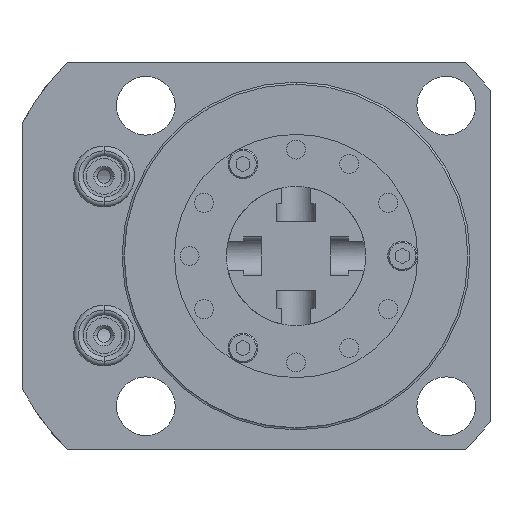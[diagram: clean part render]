
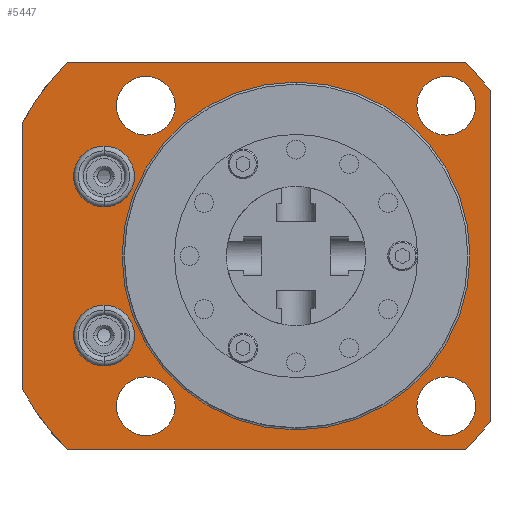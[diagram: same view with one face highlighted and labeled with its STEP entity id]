
A CAD part, front view. The second image highlights one B-rep face of the part: STEP entity #5447.
In plain terms, the highlighted planar face has unit normal (0, -1, 0).
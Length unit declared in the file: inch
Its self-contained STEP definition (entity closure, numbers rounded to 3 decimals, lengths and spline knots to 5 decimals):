
#1055=CARTESIAN_POINT('',(0.,3.127,0.));
#1056=DIRECTION('',(0.,-1.,0.));
#1057=DIRECTION('',(0.,0.,1.));
#1058=AXIS2_PLACEMENT_3D('',#1055,#1056,#1057);
#1079=CARTESIAN_POINT('',(-0.213,3.127,0.));
#1080=DIRECTION('',(0.,-1.,0.));
#1081=DIRECTION('',(-0.879,0.,-0.477));
#1082=AXIS2_PLACEMENT_3D('',#1079,#1080,#1081);
#1087=CARTESIAN_POINT('',(-0.213,3.127,0.));
#1088=DIRECTION('',(0.,-1.,0.));
#1089=DIRECTION('',(-0.717,0.,0.698));
#1090=AXIS2_PLACEMENT_3D('',#1087,#1088,#1089);
#1095=CARTESIAN_POINT('',(-0.213,3.127,0.));
#1096=DIRECTION('',(0.,-1.,0.));
#1097=DIRECTION('',(0.804,0.,0.595));
#1098=AXIS2_PLACEMENT_3D('',#1095,#1096,#1097);
#1103=CARTESIAN_POINT('',(-0.213,3.127,0.));
#1104=DIRECTION('',(0.,-1.,0.));
#1105=DIRECTION('',(0.717,0.,-0.698));
#1106=AXIS2_PLACEMENT_3D('',#1103,#1104,#1105);
#1111=CARTESIAN_POINT('',(1.08,3.127,-1.08));
#1112=DIRECTION('',(0.,-1.,0.));
#1113=DIRECTION('',(1.,0.,0.));
#1114=AXIS2_PLACEMENT_3D('',#1111,#1112,#1113);
#1119=CARTESIAN_POINT('',(1.08,3.127,-1.08));
#1120=DIRECTION('',(0.,-1.,0.));
#1121=DIRECTION('',(-1.,0.,0.));
#1122=AXIS2_PLACEMENT_3D('',#1119,#1120,#1121);
#1127=CARTESIAN_POINT('',(1.08,3.127,1.08));
#1128=DIRECTION('',(0.,-1.,0.));
#1129=DIRECTION('',(1.,0.,0.));
#1130=AXIS2_PLACEMENT_3D('',#1127,#1128,#1129);
#1135=CARTESIAN_POINT('',(1.08,3.127,1.08));
#1136=DIRECTION('',(0.,-1.,0.));
#1137=DIRECTION('',(-1.,0.,0.));
#1138=AXIS2_PLACEMENT_3D('',#1135,#1136,#1137);
#1143=CARTESIAN_POINT('',(-1.08,3.127,-1.08));
#1144=DIRECTION('',(0.,-1.,0.));
#1145=DIRECTION('',(1.,0.,0.));
#1146=AXIS2_PLACEMENT_3D('',#1143,#1144,#1145);
#1151=CARTESIAN_POINT('',(-1.08,3.127,-1.08));
#1152=DIRECTION('',(0.,-1.,0.));
#1153=DIRECTION('',(-1.,0.,0.));
#1154=AXIS2_PLACEMENT_3D('',#1151,#1152,#1153);
#1159=CARTESIAN_POINT('',(-1.08,3.127,1.08));
#1160=DIRECTION('',(0.,-1.,0.));
#1161=DIRECTION('',(1.,0.,0.));
#1162=AXIS2_PLACEMENT_3D('',#1159,#1160,#1161);
#1167=CARTESIAN_POINT('',(-1.08,3.127,1.08));
#1168=DIRECTION('',(0.,-1.,0.));
#1169=DIRECTION('',(-1.,0.,0.));
#1170=AXIS2_PLACEMENT_3D('',#1167,#1168,#1169);
#1175=CARTESIAN_POINT('',(-1.381,3.127,-0.572));
#1176=DIRECTION('',(0.,1.,0.));
#1177=DIRECTION('',(-1.,0.,0.));
#1178=AXIS2_PLACEMENT_3D('',#1175,#1176,#1177);
#1183=CARTESIAN_POINT('',(-1.381,3.127,-0.572));
#1184=DIRECTION('',(0.,1.,0.));
#1185=DIRECTION('',(1.,0.,0.));
#1186=AXIS2_PLACEMENT_3D('',#1183,#1184,#1185);
#1191=CARTESIAN_POINT('',(-1.381,3.127,0.572));
#1192=DIRECTION('',(0.,1.,0.));
#1193=DIRECTION('',(-1.,0.,0.));
#1194=AXIS2_PLACEMENT_3D('',#1191,#1192,#1193);
#1199=CARTESIAN_POINT('',(-1.381,3.127,0.572));
#1200=DIRECTION('',(0.,1.,0.));
#1201=DIRECTION('',(1.,0.,0.));
#1202=AXIS2_PLACEMENT_3D('',#1199,#1200,#1201);
#1249=DIRECTION('',(-1.,0.,0.));
#1250=VECTOR('',#1249,2.86634);
#1251=CARTESIAN_POINT('',(1.22017,3.127,-1.395));
#1252=LINE('',#1251,#1250);
#1344=DIRECTION('',(0.,0.,1.));
#1345=VECTOR('',#1344,1.90729);
#1346=CARTESIAN_POINT('',(-1.971,3.127,-0.95364));
#1347=LINE('',#1346,#1345);
#1692=DIRECTION('',(0.,0.,-1.));
#1693=VECTOR('',#1692,2.37852);
#1694=CARTESIAN_POINT('',(1.395,3.127,1.18926));
#1695=LINE('',#1694,#1693);
#1878=DIRECTION('',(1.,0.,0.));
#1879=VECTOR('',#1878,2.86634);
#1880=CARTESIAN_POINT('',(-1.64617,3.127,1.395));
#1881=LINE('',#1880,#1879);
#3166=CARTESIAN_POINT('',(0.,3.127,0.));
#3167=DIRECTION('',(0.,-1.,0.));
#3168=DIRECTION('',(0.,0.,-1.));
#3169=AXIS2_PLACEMENT_3D('',#3166,#3167,#3168);
#4145=CARTESIAN_POINT('',(1.22017,3.127,-1.395));
#4146=CARTESIAN_POINT('',(-1.64617,3.127,-1.395));
#4147=VERTEX_POINT('',#4145);
#4148=VERTEX_POINT('',#4146);
#4149=CARTESIAN_POINT('',(-1.971,3.127,-0.95364));
#4150=CARTESIAN_POINT('',(-1.971,3.127,0.95364));
#4151=VERTEX_POINT('',#4149);
#4152=VERTEX_POINT('',#4150);
#4153=CARTESIAN_POINT('',(-1.64617,3.127,1.395));
#4154=CARTESIAN_POINT('',(1.22017,3.127,1.395));
#4155=VERTEX_POINT('',#4153);
#4156=VERTEX_POINT('',#4154);
#4157=CARTESIAN_POINT('',(1.395,3.127,1.18926));
#4158=CARTESIAN_POINT('',(1.395,3.127,-1.18926));
#4159=VERTEX_POINT('',#4157);
#4160=VERTEX_POINT('',#4158);
#4161=CARTESIAN_POINT('',(1.291,3.127,-1.08));
#4162=CARTESIAN_POINT('',(0.869,3.127,-1.08));
#4163=VERTEX_POINT('',#4161);
#4164=VERTEX_POINT('',#4162);
#4169=CARTESIAN_POINT('',(-1.6,3.127,-0.572));
#4170=CARTESIAN_POINT('',(-1.162,3.127,-0.572));
#4171=VERTEX_POINT('',#4169);
#4172=VERTEX_POINT('',#4170);
#4189=CARTESIAN_POINT('',(0.,3.127,-1.251));
#4190=CARTESIAN_POINT('',(0.,3.127,1.251));
#4191=VERTEX_POINT('',#4189);
#4192=VERTEX_POINT('',#4190);
#4239=CARTESIAN_POINT('',(1.291,3.127,1.08));
#4240=CARTESIAN_POINT('',(0.869,3.127,1.08));
#4241=VERTEX_POINT('',#4239);
#4242=VERTEX_POINT('',#4240);
#4243=CARTESIAN_POINT('',(-0.869,3.127,-1.08));
#4244=CARTESIAN_POINT('',(-1.291,3.127,-1.08));
#4245=VERTEX_POINT('',#4243);
#4246=VERTEX_POINT('',#4244);
#4247=CARTESIAN_POINT('',(-0.869,3.127,1.08));
#4248=CARTESIAN_POINT('',(-1.291,3.127,1.08));
#4249=VERTEX_POINT('',#4247);
#4250=VERTEX_POINT('',#4248);
#4322=CARTESIAN_POINT('',(-1.6,3.127,0.572));
#4323=CARTESIAN_POINT('',(-1.162,3.127,0.572));
#4324=VERTEX_POINT('',#4322);
#4325=VERTEX_POINT('',#4323);
#5383=CARTESIAN_POINT('',(0.,3.127,0.));
#5384=DIRECTION('',(0.,-1.,0.));
#5385=DIRECTION('',(0.,0.,1.));
#5386=AXIS2_PLACEMENT_3D('',#5383,#5384,#5385);
#5387=PLANE('',#5386);
#5389=ORIENTED_EDGE('',*,*,#5388,.T.);
#5391=ORIENTED_EDGE('',*,*,#5390,.F.);
#5393=ORIENTED_EDGE('',*,*,#5392,.T.);
#5395=ORIENTED_EDGE('',*,*,#5394,.F.);
#5397=ORIENTED_EDGE('',*,*,#5396,.T.);
#5399=ORIENTED_EDGE('',*,*,#5398,.F.);
#5401=ORIENTED_EDGE('',*,*,#5400,.T.);
#5403=ORIENTED_EDGE('',*,*,#5402,.F.);
#5404=EDGE_LOOP('',(#5389,#5391,#5393,#5395,#5397,#5399,#5401,#5403));
#5405=FACE_OUTER_BOUND('',#5404,.F.);
#5407=ORIENTED_EDGE('',*,*,#5406,.T.);
#5408=ORIENTED_EDGE('',*,*,#5373,.T.);
#5409=EDGE_LOOP('',(#5407,#5408));
#5410=FACE_BOUND('',#5409,.F.);
#5412=ORIENTED_EDGE('',*,*,#5411,.T.);
#5414=ORIENTED_EDGE('',*,*,#5413,.T.);
#5415=EDGE_LOOP('',(#5412,#5414));
#5416=FACE_BOUND('',#5415,.F.);
#5418=ORIENTED_EDGE('',*,*,#5417,.T.);
#5420=ORIENTED_EDGE('',*,*,#5419,.T.);
#5421=EDGE_LOOP('',(#5418,#5420));
#5422=FACE_BOUND('',#5421,.F.);
#5424=ORIENTED_EDGE('',*,*,#5423,.T.);
#5426=ORIENTED_EDGE('',*,*,#5425,.T.);
#5427=EDGE_LOOP('',(#5424,#5426));
#5428=FACE_BOUND('',#5427,.F.);
#5430=ORIENTED_EDGE('',*,*,#5429,.T.);
#5432=ORIENTED_EDGE('',*,*,#5431,.T.);
#5433=EDGE_LOOP('',(#5430,#5432));
#5434=FACE_BOUND('',#5433,.F.);
#5436=ORIENTED_EDGE('',*,*,#5435,.F.);
#5438=ORIENTED_EDGE('',*,*,#5437,.F.);
#5439=EDGE_LOOP('',(#5436,#5438));
#5440=FACE_BOUND('',#5439,.F.);
#5442=ORIENTED_EDGE('',*,*,#5441,.F.);
#5444=ORIENTED_EDGE('',*,*,#5443,.F.);
#5445=EDGE_LOOP('',(#5442,#5444));
#5446=FACE_BOUND('',#5445,.F.);
#1059=CIRCLE('',#1058,1.251);
#1083=CIRCLE('',#1082,2.);
#1091=CIRCLE('',#1090,2.);
#1099=CIRCLE('',#1098,2.);
#1107=CIRCLE('',#1106,2.);
#1115=CIRCLE('',#1114,0.211);
#1123=CIRCLE('',#1122,0.211);
#1131=CIRCLE('',#1130,0.211);
#1139=CIRCLE('',#1138,0.211);
#1147=CIRCLE('',#1146,0.211);
#1155=CIRCLE('',#1154,0.211);
#1163=CIRCLE('',#1162,0.211);
#1171=CIRCLE('',#1170,0.211);
#1179=CIRCLE('',#1178,0.219);
#1187=CIRCLE('',#1186,0.219);
#1195=CIRCLE('',#1194,0.219);
#1203=CIRCLE('',#1202,0.219);
#3170=CIRCLE('',#3169,1.251);
#5373=EDGE_CURVE('',#4192,#4191,#1059,.T.);
#5388=EDGE_CURVE('',#4147,#4148,#1252,.T.);
#5390=EDGE_CURVE('',#4151,#4148,#1083,.T.);
#5392=EDGE_CURVE('',#4151,#4152,#1347,.T.);
#5394=EDGE_CURVE('',#4155,#4152,#1091,.T.);
#5396=EDGE_CURVE('',#4155,#4156,#1881,.T.);
#5398=EDGE_CURVE('',#4159,#4156,#1099,.T.);
#5400=EDGE_CURVE('',#4159,#4160,#1695,.T.);
#5402=EDGE_CURVE('',#4147,#4160,#1107,.T.);
#5406=EDGE_CURVE('',#4191,#4192,#3170,.T.);
#5411=EDGE_CURVE('',#4163,#4164,#1115,.T.);
#5413=EDGE_CURVE('',#4164,#4163,#1123,.T.);
#5417=EDGE_CURVE('',#4241,#4242,#1131,.T.);
#5419=EDGE_CURVE('',#4242,#4241,#1139,.T.);
#5423=EDGE_CURVE('',#4245,#4246,#1147,.T.);
#5425=EDGE_CURVE('',#4246,#4245,#1155,.T.);
#5429=EDGE_CURVE('',#4249,#4250,#1163,.T.);
#5431=EDGE_CURVE('',#4250,#4249,#1171,.T.);
#5435=EDGE_CURVE('',#4171,#4172,#1179,.T.);
#5437=EDGE_CURVE('',#4172,#4171,#1187,.T.);
#5441=EDGE_CURVE('',#4324,#4325,#1195,.T.);
#5443=EDGE_CURVE('',#4325,#4324,#1203,.T.);
#5447=ADVANCED_FACE('',(#5405,#5410,#5416,#5422,#5428,#5434,#5440,#5446),#5387,
.T.);
